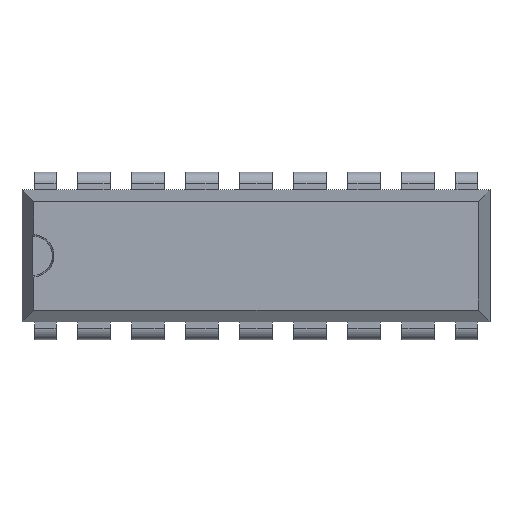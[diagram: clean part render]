
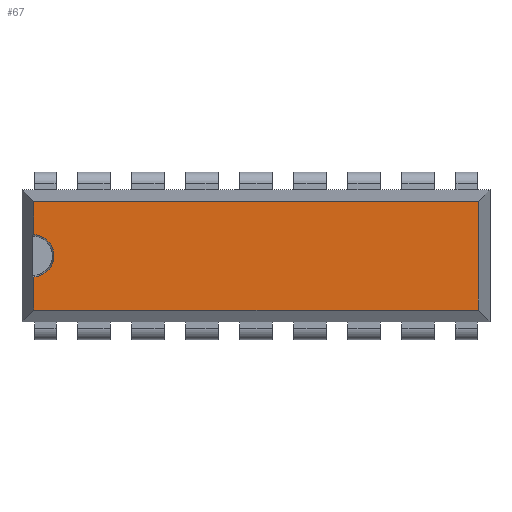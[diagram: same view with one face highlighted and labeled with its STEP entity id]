
A CAD part, top view. The second image highlights one B-rep face of the part: STEP entity #67.
In plain terms, the highlighted planar face has unit normal (0, 0, 1).
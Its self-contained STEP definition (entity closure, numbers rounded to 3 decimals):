
#67=ADVANCED_FACE('',(#2585),#2587,.T.);
#2585=FACE_BOUND('',#2586,.T.);
#2586=EDGE_LOOP('',(#4584,#4585,#4586,#4587,#4588,#4589));
#2587=PLANE('',#2588);
#2588=AXIS2_PLACEMENT_3D('',#2589,#2590,#2591);
#2589=CARTESIAN_POINT('',(1.27,0.71,5.));
#2590=DIRECTION('',(0.,-0.,1.));
#2591=DIRECTION('',(0.,1.,0.));
#4584=ORIENTED_EDGE('',*,*,#6128,.T.);
#4585=ORIENTED_EDGE('',*,*,#6126,.F.);
#4586=ORIENTED_EDGE('',*,*,#6129,.F.);
#4587=ORIENTED_EDGE('',*,*,#6130,.T.);
#4588=ORIENTED_EDGE('',*,*,#6131,.T.);
#4589=ORIENTED_EDGE('',*,*,#6122,.F.);
#6122=EDGE_CURVE('',#6897,#6899,#6900,.T.);
#6126=EDGE_CURVE('',#6905,#6907,#6908,.T.);
#6128=EDGE_CURVE('',#6897,#6907,#6910,.F.);
#6129=EDGE_CURVE('',#6911,#6905,#6912,.T.);
#6130=EDGE_CURVE('',#6911,#6913,#6914,.T.);
#6131=EDGE_CURVE('',#6913,#6899,#6915,.T.);
#6897=VERTEX_POINT('',#8187);
#6899=VERTEX_POINT('',#8193);
#6900=LINE('',#8194,#8195);
#6905=VERTEX_POINT('',#8205);
#6907=VERTEX_POINT('',#8209);
#6908=LINE('',#8210,#8211);
#6910=CIRCLE('',#8218,1.);
#6911=VERTEX_POINT('',#8222);
#6912=LINE('',#8223,#8224);
#6913=VERTEX_POINT('',#8226);
#6914=LINE('',#8227,#8228);
#6915=LINE('',#8230,#8231);
#8187=CARTESIAN_POINT('',(-0.29,4.809,5.));
#8193=CARTESIAN_POINT('',(-0.29,6.36,5.));
#8194=CARTESIAN_POINT('',(-0.29,4.809,5.));
#8195=VECTOR('',#8196,1.);
#8196=DIRECTION('',(0.,1.,0.));
#8205=CARTESIAN_POINT('',(-0.29,1.26,5.));
#8209=CARTESIAN_POINT('',(-0.29,2.811,5.));
#8210=CARTESIAN_POINT('',(-0.29,1.26,5.));
#8211=VECTOR('',#8212,1.);
#8212=DIRECTION('',(0.,1.,0.));
#8218=AXIS2_PLACEMENT_3D('',#8219,#8220,#8221);
#8219=CARTESIAN_POINT('',(-0.34,3.81,5.));
#8220=DIRECTION('',(0.,0.,1.));
#8221=DIRECTION('',(0.05,-0.999,0.));
#8222=CARTESIAN_POINT('',(20.61,1.26,5.));
#8223=CARTESIAN_POINT('',(20.61,1.26,5.));
#8224=VECTOR('',#8225,1.);
#8225=DIRECTION('',(-1.,0.,0.));
#8226=CARTESIAN_POINT('',(20.61,6.36,5.));
#8227=CARTESIAN_POINT('',(20.61,1.26,5.));
#8228=VECTOR('',#8229,1.);
#8229=DIRECTION('',(0.,1.,0.));
#8230=CARTESIAN_POINT('',(20.61,6.36,5.));
#8231=VECTOR('',#8232,1.);
#8232=DIRECTION('',(-1.,0.,0.));
